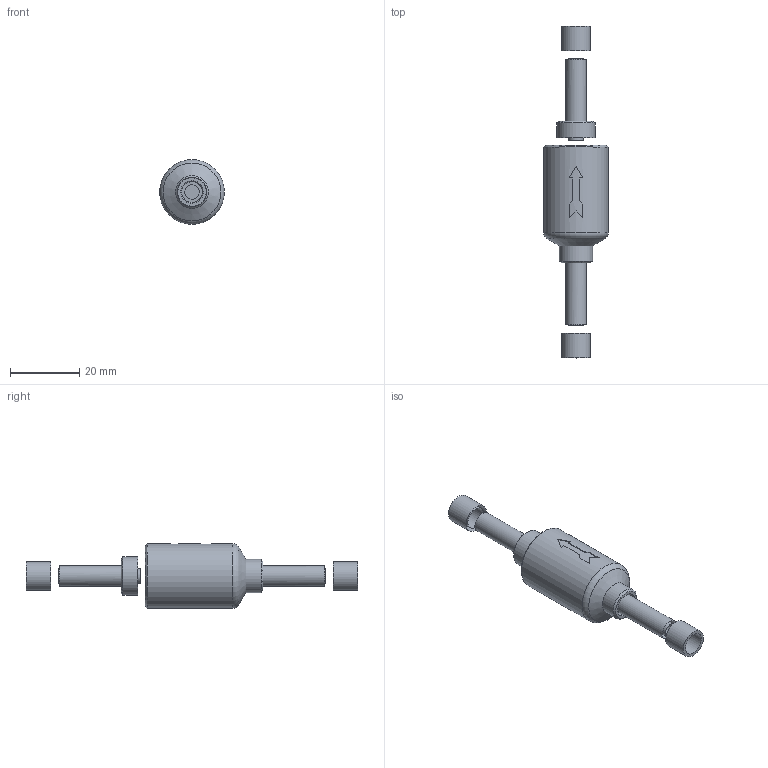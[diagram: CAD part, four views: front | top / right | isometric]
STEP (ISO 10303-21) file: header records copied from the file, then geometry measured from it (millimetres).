
FILE_DESCRIPTION(/* description */ (''),/* implementation_level */ '2;1');
FILE_NAME(/* name */ '020-1010R.stp',/* time_stamp */ '2022-08-11T13:17:07+03:00',/* author */ ('U403152'),/* organization */ (''),/* preprocessor_version */ 'ST-DEVELOPER v18.1',/* originating_system */ 'Autodesk Inventor 2020',/* authorisation */ '');
FILE_SCHEMA (('AUTOMOTIVE_DESIGN { 1 0 10303 214 3 1 1 }'));
Length unit declared in the file: millimetre
Products named in the file (1): Part1
Bounding box: 18.7 x 96 x 18.7 mm (x, y, z)
Volume: 8382.3 mm3; surface area: 5584.6 mm2
Topology: 1 solids, 2 shells, 53 faces, 147 edges, 104 vertices
Faces by surface type: plane 16, cylinder 15, cone 15, bspline 6, torus 1
Full cylindrical faces by diameter (mm): 4.2 x2, 6 x2, 6.5 x2, 8.3 x2, 9.6 x1, 11 x1, 12 x1, 14.6 x2, 18.7 x1
Entity records: 1879 total; most frequent: CARTESIAN_POINT 417, DIRECTION 316, ORIENTED_EDGE 294, EDGE_CURVE 147, AXIS2_PLACEMENT_3D 133, VERTEX_POINT 104, CIRCLE 85, EDGE_LOOP 59
